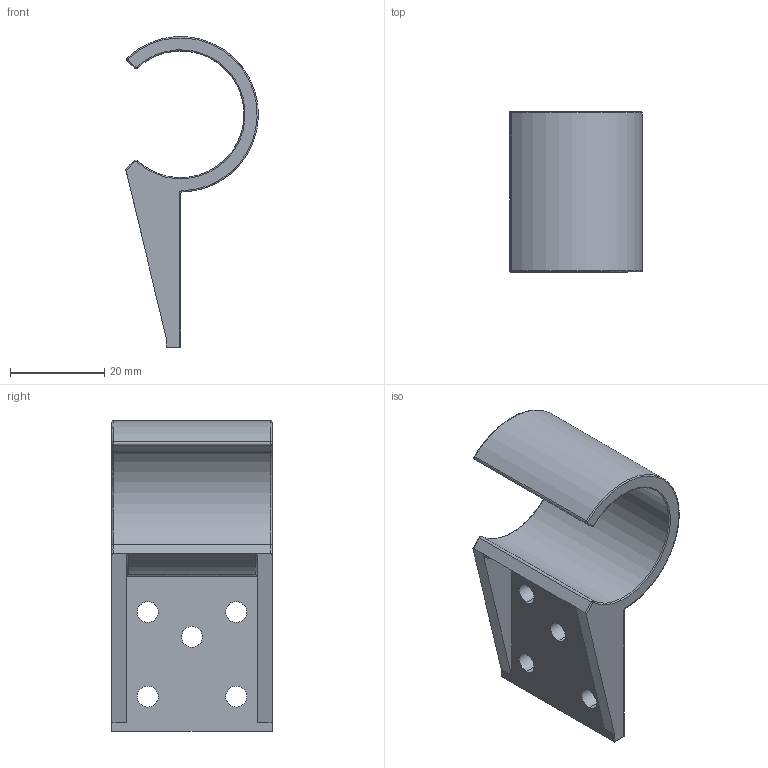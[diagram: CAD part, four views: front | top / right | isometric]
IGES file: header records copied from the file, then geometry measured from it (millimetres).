
Start section:  PTC IGES file: 141814.igs
Global section: file name: 141814.igs; native system: Pro/ENGINEER by Parametric Technology Corporation; preprocessor: 2006170; author: banengservice; organization: Unknown; date: 20080815.071254; units: inch
Bounding box: 28.17 x 34.04 x 66.02 mm (x, y, z)
Volume: 11313.2 mm3; surface area: 8383.6 mm2
Topology: 1 solids, 1 shells, 50 faces, 124 edges, 76 vertices
Faces by surface type: revolution 39, bspline 11
